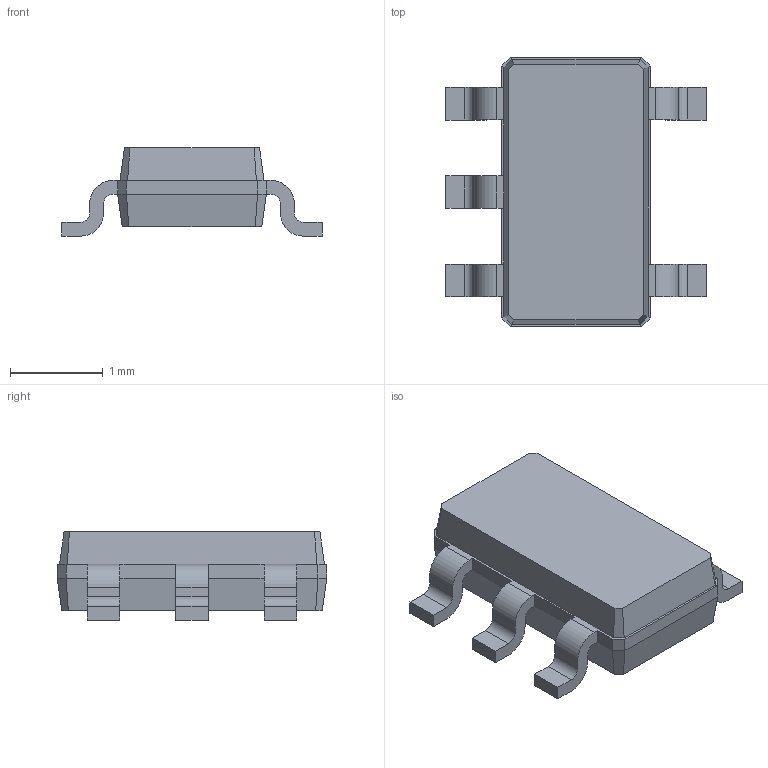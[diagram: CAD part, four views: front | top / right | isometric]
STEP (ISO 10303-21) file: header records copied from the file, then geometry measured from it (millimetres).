
FILE_DESCRIPTION(/* description */ ('model of TSOT-23-5'),/* implementation_level */ '2;1');
FILE_NAME(/* name */ 'TSOT-23-5.step',/* time_stamp */ '2017-06-20T21:46:32',/* author */ ('kicad StepUp','ksu'),/* organization */ ('FreeCAD'),/* preprocessor_version */ 'OCC',/* originating_system */ 'kicad StepUp',/* authorisation */ '');
FILE_SCHEMA(('AUTOMOTIVE_DESIGN_CC2 { 1 2 10303 214 -1 1 5 4 }'));
Length unit declared in the file: millimetre
Products named in the file (1): TSOT_23_5
Bounding box: 2.8 x 2.9 x 0.95 mm (x, y, z)
Volume: 3.9 mm3; surface area: 20.2 mm2
Topology: 1 solids, 1 shells, 109 faces, 277 edges, 170 vertices
Faces by surface type: plane 60, bspline 29, cylinder 20
Entity records: 3943 total; most frequent: CARTESIAN_POINT 676, ORIENTED_EDGE 554, DIRECTION 447, EDGE_CURVE 277, LINE 205, VECTOR 205, VERTEX_POINT 170, AXIS2_PLACEMENT_3D 121
